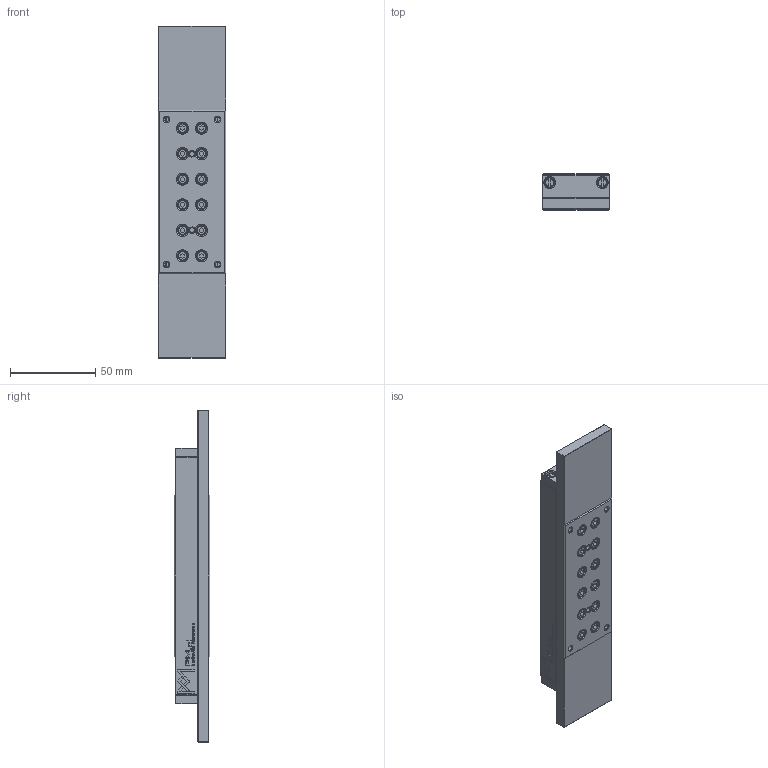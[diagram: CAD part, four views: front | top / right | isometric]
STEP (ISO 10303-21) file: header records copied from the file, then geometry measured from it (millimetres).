
FILE_DESCRIPTION(/* description */ (''),/* implementation_level */ '2;1');
FILE_NAME(/* name */ 'RTNG-2090.stp',/* time_stamp */ '2024-10-01T11:25:37+02:00',/* author */ (''),/* organization */ (''),/* preprocessor_version */ 'ST-DEVELOPER v16.7',/* originating_system */ 'SIEMENS PLM Software NX 12.0',/* authorisation */ '');
FILE_SCHEMA (('AUTOMOTIVE_DESIGN { 1 0 10303 214 3 1 1 1 }'));
Length unit declared in the file: millimetre
Products named in the file (1): RTNG-2090_stp
Bounding box: 39.6 x 21 x 195 mm (x, y, z)
Volume: 116452 mm3; surface area: 47575.2 mm2
Topology: 4 solids, 4 shells, 1279 faces, 3221 edges, 2068 vertices
Faces by surface type: plane 786, bspline 180, cylinder 153, cone 88, torus 72
Entity records: 43868 total; most frequent: CARTESIAN_POINT 10001, ORIENTED_EDGE 6442, DIRECTION 5591, EDGE_CURVE 3221, LINE 2195, VECTOR 2195, VERTEX_POINT 2068, AXIS2_PLACEMENT_3D 1698
